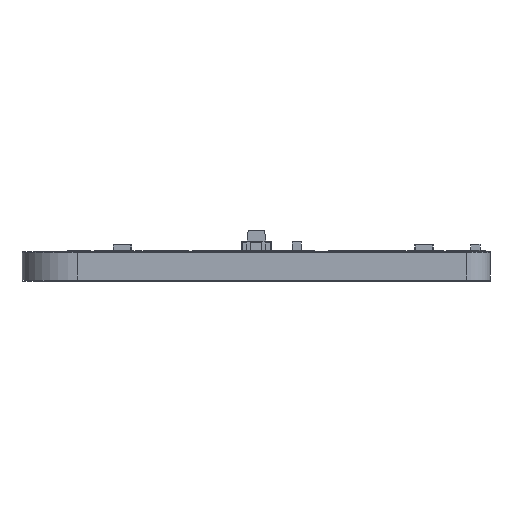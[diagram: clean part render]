
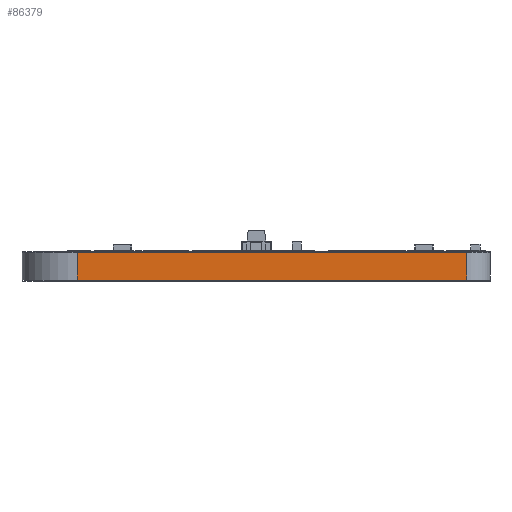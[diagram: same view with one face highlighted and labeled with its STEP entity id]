
A CAD part, left-side view. The second image highlights one B-rep face of the part: STEP entity #86379.
In plain terms, the highlighted planar face has unit normal (-1, 0, 0).
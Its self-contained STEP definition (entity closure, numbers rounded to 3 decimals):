
#85458 = VERTEX_POINT('',#85459);
#85459 = CARTESIAN_POINT('',(0.,-3.,0.));
#85466 = EDGE_CURVE('',#85467,#85458,#85469,.T.);
#85467 = VERTEX_POINT('',#85468);
#85468 = CARTESIAN_POINT('',(0.,-24.13,0.));
#85469 = LINE('',#85470,#85471);
#85470 = CARTESIAN_POINT('',(0.,-24.13,0.));
#85471 = VECTOR('',#85472,1.);
#85472 = DIRECTION('',(0.,1.,0.));
#85905 = VERTEX_POINT('',#85906);
#85906 = CARTESIAN_POINT('',(0.,-3.,1.51));
#85913 = EDGE_CURVE('',#85914,#85905,#85916,.T.);
#85914 = VERTEX_POINT('',#85915);
#85915 = CARTESIAN_POINT('',(0.,-24.13,1.51));
#85916 = LINE('',#85917,#85918);
#85917 = CARTESIAN_POINT('',(0.,-24.13,1.51));
#85918 = VECTOR('',#85919,1.);
#85919 = DIRECTION('',(0.,1.,0.));
#86349 = EDGE_CURVE('',#85458,#85905,#86350,.T.);
#86350 = LINE('',#86351,#86352);
#86351 = CARTESIAN_POINT('',(0.,-3.,0.));
#86352 = VECTOR('',#86353,1.);
#86353 = DIRECTION('',(0.,0.,1.));
#86379 = ADVANCED_FACE('',(#86380),#86391,.T.);
#86380 = FACE_BOUND('',#86381,.T.);
#86381 = EDGE_LOOP('',(#86382,#86388,#86389,#86390));
#86382 = ORIENTED_EDGE('',*,*,#86383,.T.);
#86383 = EDGE_CURVE('',#85467,#85914,#86384,.T.);
#86384 = LINE('',#86385,#86386);
#86385 = CARTESIAN_POINT('',(0.,-24.13,0.));
#86386 = VECTOR('',#86387,1.);
#86387 = DIRECTION('',(0.,0.,1.));
#86388 = ORIENTED_EDGE('',*,*,#85913,.T.);
#86389 = ORIENTED_EDGE('',*,*,#86349,.F.);
#86390 = ORIENTED_EDGE('',*,*,#85466,.F.);
#86391 = PLANE('',#86392);
#86392 = AXIS2_PLACEMENT_3D('',#86393,#86394,#86395);
#86393 = CARTESIAN_POINT('',(0.,-24.13,0.));
#86394 = DIRECTION('',(-1.,0.,0.));
#86395 = DIRECTION('',(0.,1.,0.));
